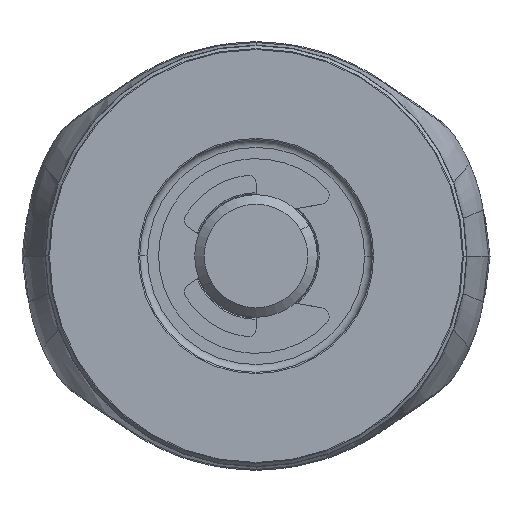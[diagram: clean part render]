
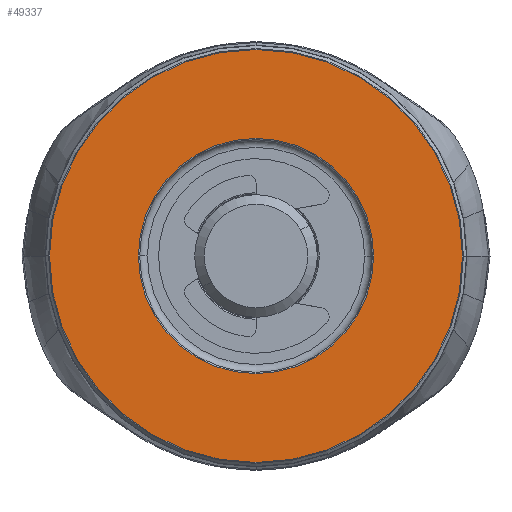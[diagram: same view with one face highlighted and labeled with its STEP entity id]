
A CAD part, front view. The second image highlights one B-rep face of the part: STEP entity #49337.
In plain terms, the highlighted planar face has unit normal (0, -1, 0).
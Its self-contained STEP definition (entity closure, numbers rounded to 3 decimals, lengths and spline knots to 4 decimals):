
#11728=CARTESIAN_POINT('',(0.,-1.0551,0.));
#11729=DIRECTION('',(0.,-1.,0.));
#11730=DIRECTION('',(1.,0.,0.));
#11731=AXIS2_PLACEMENT_3D('',#11728,#11729,#11730);
#11736=CARTESIAN_POINT('',(0.,-1.0551,0.));
#11737=DIRECTION('',(0.,-1.,0.));
#11738=DIRECTION('',(-1.,0.,0.));
#11739=AXIS2_PLACEMENT_3D('',#11736,#11737,#11738);
#11744=CARTESIAN_POINT('',(0.,-1.0551,0.));
#11745=DIRECTION('',(0.,1.,0.));
#11746=DIRECTION('',(1.,0.,0.));
#11747=AXIS2_PLACEMENT_3D('',#11744,#11745,#11746);
#11752=CARTESIAN_POINT('',(0.,-1.0551,0.));
#11753=DIRECTION('',(0.,1.,0.));
#11754=DIRECTION('',(-1.,0.,0.));
#11755=AXIS2_PLACEMENT_3D('',#11752,#11753,#11754);
#23328=CARTESIAN_POINT('',(0.9055,-1.0551,0.));
#23329=CARTESIAN_POINT('',(-0.9055,-1.0551,0.));
#23330=VERTEX_POINT('',#23328);
#23331=VERTEX_POINT('',#23329);
#23356=CARTESIAN_POINT('',(1.5904,-1.0551,
0.));
#23357=CARTESIAN_POINT('',(-1.5904,-1.0551,
0.));
#23358=VERTEX_POINT('',#23356);
#23359=VERTEX_POINT('',#23357);
#49321=CARTESIAN_POINT('',(0.,-1.0551,0.));
#49322=DIRECTION('',(0.,-1.,0.));
#49323=DIRECTION('',(-1.,0.,0.));
#49324=AXIS2_PLACEMENT_3D('',#49321,#49322,#49323);
#49325=PLANE('',#49324);
#49327=ORIENTED_EDGE('',*,*,#49326,.F.);
#49328=ORIENTED_EDGE('',*,*,#49299,.F.);
#49329=EDGE_LOOP('',(#49327,#49328));
#49330=FACE_OUTER_BOUND('',#49329,.F.);
#49332=ORIENTED_EDGE('',*,*,#49331,.F.);
#49334=ORIENTED_EDGE('',*,*,#49333,.F.);
#49335=EDGE_LOOP('',(#49332,#49334));
#49336=FACE_BOUND('',#49335,.F.);
#11732=CIRCLE('',#11731,1.5904);
#11740=CIRCLE('',#11739,1.5904);
#11748=CIRCLE('',#11747,0.9055);
#11756=CIRCLE('',#11755,0.9055);
#49299=EDGE_CURVE('',#23359,#23358,#11740,.T.);
#49326=EDGE_CURVE('',#23358,#23359,#11732,.T.);
#49331=EDGE_CURVE('',#23330,#23331,#11748,.T.);
#49333=EDGE_CURVE('',#23331,#23330,#11756,.T.);
#49337=ADVANCED_FACE('',(#49330,#49336),#49325,.T.);
